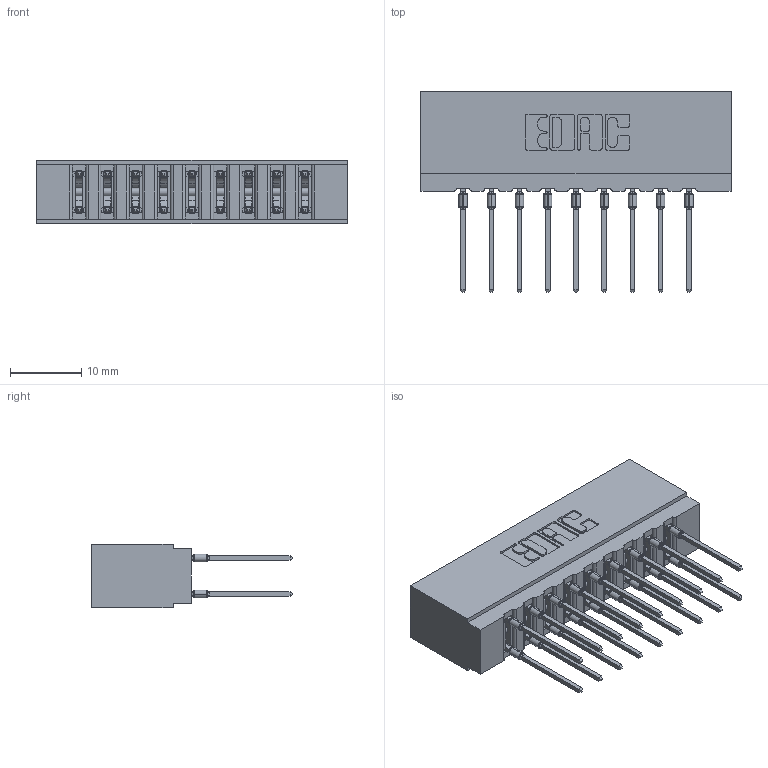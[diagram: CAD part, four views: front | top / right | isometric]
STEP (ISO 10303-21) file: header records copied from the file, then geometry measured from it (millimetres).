
FILE_DESCRIPTION (( 'STEP AP203' ), '1' );
FILE_NAME ('717-018-540-201.STEP', '2026-02-20T17:10:08', ( '' ), ( '' ), 'SwSTEP 2.0', 'SolidWorks 2023', '' );
FILE_SCHEMA (( 'CONFIG_CONTROL_DESIGN' ));
Length unit declared in the file: millimetre
Products named in the file (3): 717 Part_Insulator Option - 06; 745-292-001_540; 717-018-540-201
Assembly tree (19 placements, depth 2):
  717-018-540-201
    717 Part_Insulator Option - 06
    745-292-001_540  x18
Bounding box: 43.54 x 28.18 x 8.89 mm (x, y, z)
Volume: 3961.9 mm3; surface area: 5851.4 mm2
Topology: 19 solids, 19 shells, 1714 faces, 4607 edges, 2902 vertices
Faces by surface type: plane 891, bspline 360, cylinder 355, torus 108
Entity records: 19885 total; most frequent: CARTESIAN_POINT 3963, ORIENTED_EDGE 3332, DIRECTION 2940, EDGE_CURVE 1666, LINE 1430, VECTOR 1430, VERTEX_POINT 1066, AXIS2_PLACEMENT_3D 755
